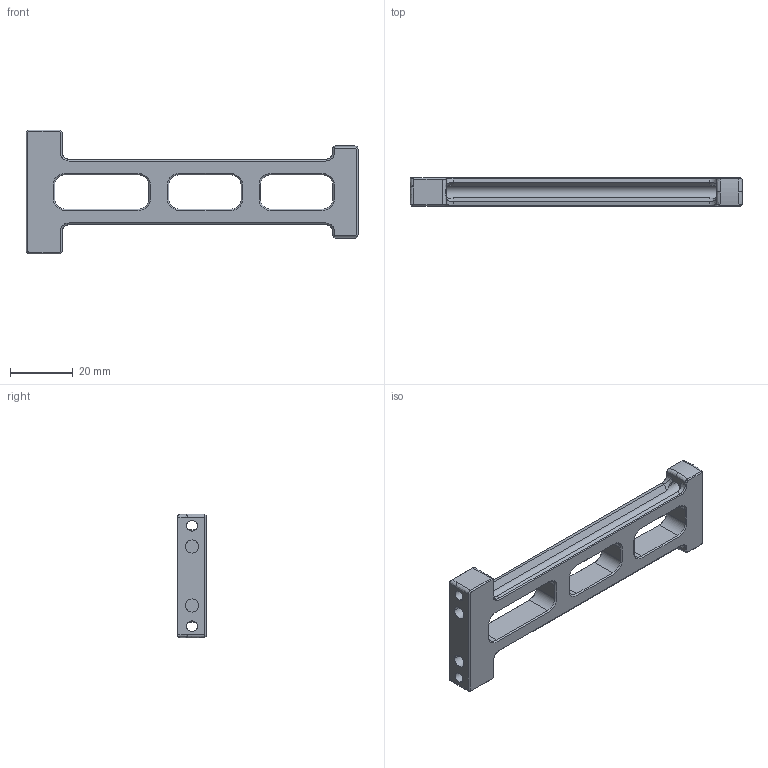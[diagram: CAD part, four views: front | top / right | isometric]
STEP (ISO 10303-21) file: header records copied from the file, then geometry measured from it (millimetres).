
FILE_DESCRIPTION (( 'STEP AP203' ), '1' );
FILE_NAME ('Spool_Holder.STEP', '2023-04-26T09:36:55', ( '' ), ( '' ), 'SwSTEP 2.0', 'SolidWorks 2018', '' );
FILE_SCHEMA (( 'CONFIG_CONTROL_DESIGN' ));
Length unit declared in the file: millimetre
Products named in the file (1): Spool_Holder
Bounding box: 105.8 x 9 x 39.4 mm (x, y, z)
Volume: 11757.9 mm3; surface area: 8984 mm2
Topology: 1 solids, 1 shells, 185 faces, 457 edges, 272 vertices
Faces by surface type: bspline 88, plane 77, cylinder 20
Entity records: 11586 total; most frequent: CARTESIAN_POINT 7803, ORIENTED_EDGE 914, DIRECTION 565, EDGE_CURVE 457, VERTEX_POINT 272, LINE 249, VECTOR 249, EDGE_LOOP 197
